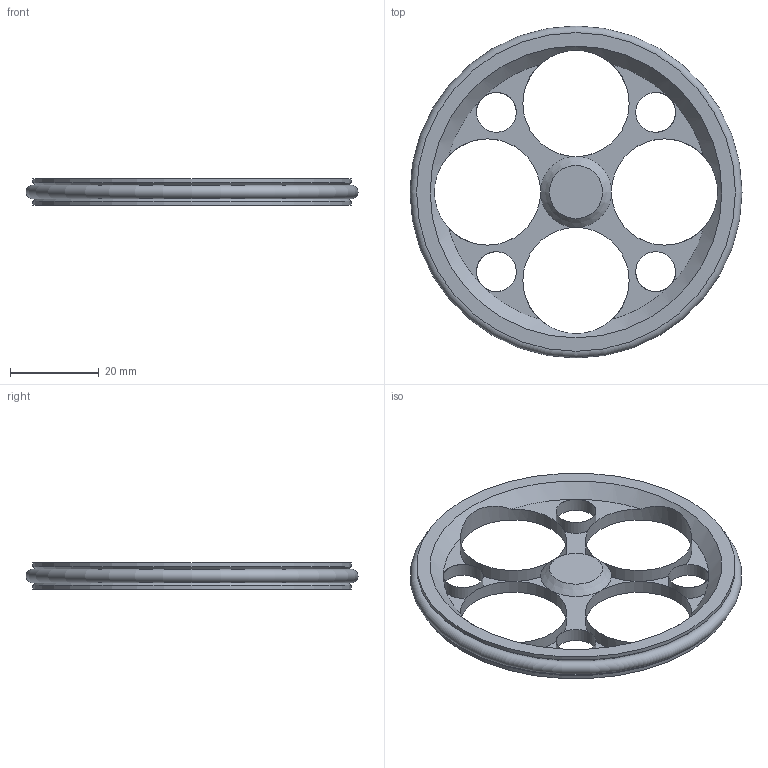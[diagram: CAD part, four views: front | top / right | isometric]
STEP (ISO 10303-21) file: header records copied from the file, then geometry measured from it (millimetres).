
FILE_DESCRIPTION(('FreeCAD Model'),'2;1');
FILE_NAME('Wheel_72mm.step', '2014-10-21T17:29:32',('FreeCAD'),('FreeCAD'), 'Open CASCADE STEP processor 6.5','FreeCAD','Unknown');
FILE_SCHEMA(('AUTOMOTIVE_DESIGN_CC2 { 1 2 10303 214 -1 1 5 4 }'));
Length unit declared in the file: millimetre
Products named in the file (2): Wheel_72mm; ORing_72x3mm
Bounding box: 75 x 75 x 6 mm (x, y, z)
Volume: 9681.5 mm3; surface area: 9500 mm2
Topology: 2 solids, 2 shells, 31 faces, 96 edges, 61 vertices
Faces by surface type: plane 12, cylinder 12, cone 6, torus 1
Full cylindrical faces by diameter (mm): 9 x4, 24 x4, 72 x2
Entity records: 2995 total; most frequent: CARTESIAN_POINT 1195, DIRECTION 320, ORIENTED_EDGE 188, PCURVE 188, DEFINITIONAL_REPRESENTATION 188, LINE 110, VECTOR 110, AXIS2_PLACEMENT_3D 97
